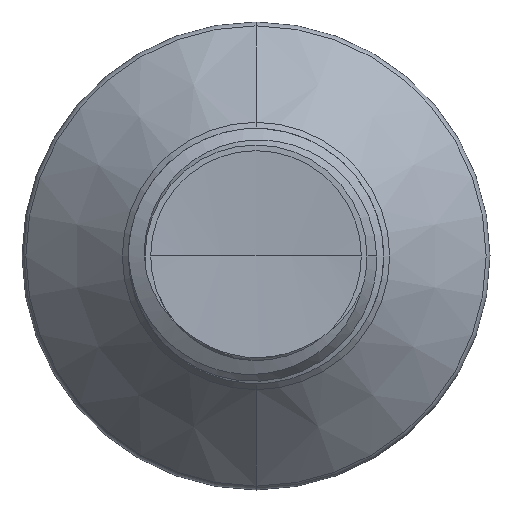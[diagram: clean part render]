
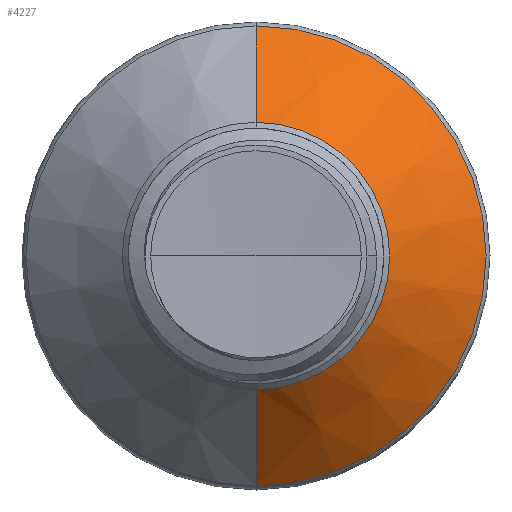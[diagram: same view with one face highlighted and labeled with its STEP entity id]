
A CAD part, front view. The second image highlights one B-rep face of the part: STEP entity #4227.
In plain terms, the highlighted conical face has half-angle 45 degrees and reference radius 1.571 mm.
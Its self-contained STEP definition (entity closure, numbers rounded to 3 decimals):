
#356 = CARTESIAN_POINT ( 'NONE',  ( 0., 2.293, -1.571 ) ) ;
#373 = VERTEX_POINT ( 'NONE', #9878 ) ;
#803 = CIRCLE ( 'NONE', #5910, 1.571 ) ;
#1084 = CARTESIAN_POINT ( 'NONE',  ( 0., 2.293, 0. ) ) ;
#1168 = DIRECTION ( 'NONE',  ( 0., 1., 0. ) ) ;
#1200 = CARTESIAN_POINT ( 'NONE',  ( 0., 2.293, 0. ) ) ;
#1218 = DIRECTION ( 'NONE',  ( 0., 0., 1. ) ) ;
#1295 = FACE_OUTER_BOUND ( 'NONE', #9622, .T. ) ;
#1462 = EDGE_CURVE ( 'NONE', #10113, #10498, #2610, .T. ) ;
#2136 = DIRECTION ( 'NONE',  ( 0., 0., 1. ) ) ;
#2303 = VERTEX_POINT ( 'NONE', #6104 ) ;
#2610 = CIRCLE ( 'NONE', #9531, 2.704 ) ;
#2764 = CONICAL_SURFACE ( 'NONE', #6410, 1.571, 0.785 ) ;
#3924 = EDGE_CURVE ( 'NONE', #373, #10113, #9947, .T. ) ;
#4147 = DIRECTION ( 'NONE',  ( 0., 0.707, 0.707 ) ) ;
#4227 = ADVANCED_FACE ( 'NONE', ( #1295 ), #2764, .T. ) ;
#4381 = VECTOR ( 'NONE', #4147, 1000. ) ;
#4573 = CARTESIAN_POINT ( 'NONE',  ( 0., 2.293, 1.571 ) ) ;
#5910 = AXIS2_PLACEMENT_3D ( 'NONE', #1084, #7430, #2136 ) ;
#6104 = CARTESIAN_POINT ( 'NONE',  ( 0., 2.293, -1.571 ) ) ;
#6410 = AXIS2_PLACEMENT_3D ( 'NONE', #1200, #1168, #1218 ) ;
#6555 = ORIENTED_EDGE ( 'NONE', *, *, #8786, .T. ) ;
#6817 = ORIENTED_EDGE ( 'NONE', *, *, #1462, .F. ) ;
#7430 = DIRECTION ( 'NONE',  ( 0., 1., 0. ) ) ;
#7743 = DIRECTION ( 'NONE',  ( 0., 0., 1. ) ) ;
#7765 = CARTESIAN_POINT ( 'NONE',  ( 0., 3.427, 0. ) ) ;
#7845 = DIRECTION ( 'NONE',  ( 0., 1., 0. ) ) ;
#7897 = CARTESIAN_POINT ( 'NONE',  ( 0., 3.427, 2.704 ) ) ;
#7945 = VECTOR ( 'NONE', #10235, 1000. ) ;
#7995 = LINE ( 'NONE', #356, #7945 ) ;
#8786 = EDGE_CURVE ( 'NONE', #373, #2303, #803, .T. ) ;
#8918 = ORIENTED_EDGE ( 'NONE', *, *, #3924, .F. ) ;
#8969 = CARTESIAN_POINT ( 'NONE',  ( 0., 3.427, -2.704 ) ) ;
#9531 = AXIS2_PLACEMENT_3D ( 'NONE', #7765, #7845, #7743 ) ;
#9622 = EDGE_LOOP ( 'NONE', ( #6555, #10405, #6817, #8918 ) ) ;
#9878 = CARTESIAN_POINT ( 'NONE',  ( 0., 2.293, 1.571 ) ) ;
#9947 = LINE ( 'NONE', #4573, #4381 ) ;
#10113 = VERTEX_POINT ( 'NONE', #7897 ) ;
#10235 = DIRECTION ( 'NONE',  ( 0., 0.707, -0.707 ) ) ;
#10405 = ORIENTED_EDGE ( 'NONE', *, *, #10497, .T. ) ;
#10497 = EDGE_CURVE ( 'NONE', #2303, #10498, #7995, .T. ) ;
#10498 = VERTEX_POINT ( 'NONE', #8969 ) ;
